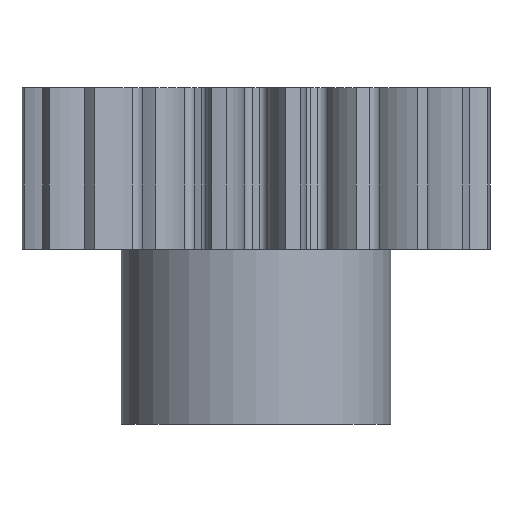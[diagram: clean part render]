
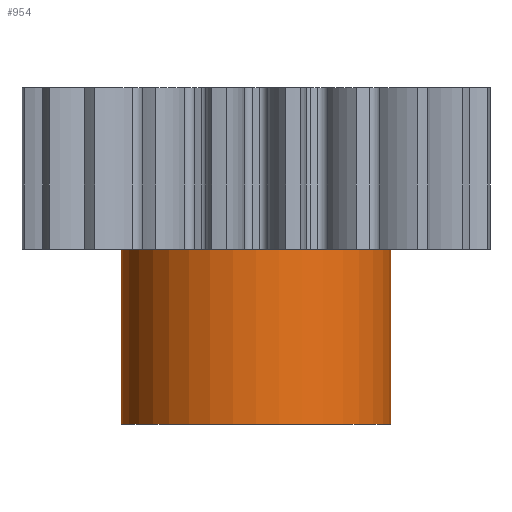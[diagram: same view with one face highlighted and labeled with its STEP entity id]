
A CAD part, front view. The second image highlights one B-rep face of the part: STEP entity #954.
In plain terms, the highlighted cylindrical face has radius 10 mm (diameter 20 mm), a partial arc.
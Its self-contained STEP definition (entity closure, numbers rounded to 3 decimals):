
#142 = EDGE_CURVE ( 'NONE', #1288, #1041, #1873, .T. ) ;
#939 = ORIENTED_EDGE ( 'NONE', *, *, #142, .F. ) ;
#953 = ORIENTED_EDGE ( 'NONE', *, *, #955, .T. ) ;
#954 = ADVANCED_FACE ( 'NONE', ( #3268 ), #3116, .T. ) ;
#955 = EDGE_CURVE ( 'NONE', #1465, #1464, #3115, .T. ) ;
#959 = ORIENTED_EDGE ( 'NONE', *, *, #1031, .T. ) ;
#972 = ORIENTED_EDGE ( 'NONE', *, *, #1461, .F. ) ;
#973 = EDGE_LOOP ( 'NONE', ( #972, #953, #959, #939 ) ) ;
#1031 = EDGE_CURVE ( 'NONE', #1464, #1041, #3460, .T. ) ;
#1041 = VERTEX_POINT ( 'NONE', #3446 ) ;
#1288 = VERTEX_POINT ( 'NONE', #3675 ) ;
#1461 = EDGE_CURVE ( 'NONE', #1465, #1288, #4231, .T. ) ;
#1464 = VERTEX_POINT ( 'NONE', #4126 ) ;
#1465 = VERTEX_POINT ( 'NONE', #4124 ) ;
#1870 = DIRECTION ( 'NONE',  ( 1., 0., 0. ) ) ;
#1871 = DIRECTION ( 'NONE',  ( 0., 0., 1. ) ) ;
#1872 = AXIS2_PLACEMENT_3D ( 'NONE', #1880, #1871, #1870 ) ;
#1873 = CIRCLE ( 'NONE', #1872, 10. ) ;
#1880 = CARTESIAN_POINT ( 'NONE',  ( 0., 0., 0. ) ) ;
#3109 = DIRECTION ( 'NONE',  ( 1., 0., 0. ) ) ;
#3110 = AXIS2_PLACEMENT_3D ( 'NONE', #3113, #3114, #3109 ) ;
#3113 = CARTESIAN_POINT ( 'NONE',  ( 0., 0., -13. ) ) ;
#3114 = DIRECTION ( 'NONE',  ( 0., 0., 1. ) ) ;
#3115 = CIRCLE ( 'NONE', #3110, 10. ) ;
#3116 = CYLINDRICAL_SURFACE ( 'NONE', #3125, 10. ) ;
#3125 = AXIS2_PLACEMENT_3D ( 'NONE', #3134, #3133, #3126 ) ;
#3126 = DIRECTION ( 'NONE',  ( 1., 0., 0. ) ) ;
#3133 = DIRECTION ( 'NONE',  ( 0., 0., 1. ) ) ;
#3134 = CARTESIAN_POINT ( 'NONE',  ( 0., 0., -13. ) ) ;
#3268 = FACE_OUTER_BOUND ( 'NONE', #973, .T. ) ;
#3446 = CARTESIAN_POINT ( 'NONE',  ( 10., 0., 0. ) ) ;
#3455 = DIRECTION ( 'NONE',  ( 0., 0., 1. ) ) ;
#3456 = VECTOR ( 'NONE', #3455, 1000. ) ;
#3457 = CARTESIAN_POINT ( 'NONE',  ( 10., 0., -13. ) ) ;
#3460 = LINE ( 'NONE', #3457, #3456 ) ;
#3675 = CARTESIAN_POINT ( 'NONE',  ( -10., 0., 0. ) ) ;
#4124 = CARTESIAN_POINT ( 'NONE',  ( -10., 0., -13. ) ) ;
#4126 = CARTESIAN_POINT ( 'NONE',  ( 10., 0., -13. ) ) ;
#4220 = DIRECTION ( 'NONE',  ( 0., 0., 1. ) ) ;
#4221 = VECTOR ( 'NONE', #4220, 1000. ) ;
#4230 = CARTESIAN_POINT ( 'NONE',  ( -10., 0., -13. ) ) ;
#4231 = LINE ( 'NONE', #4230, #4221 ) ;
